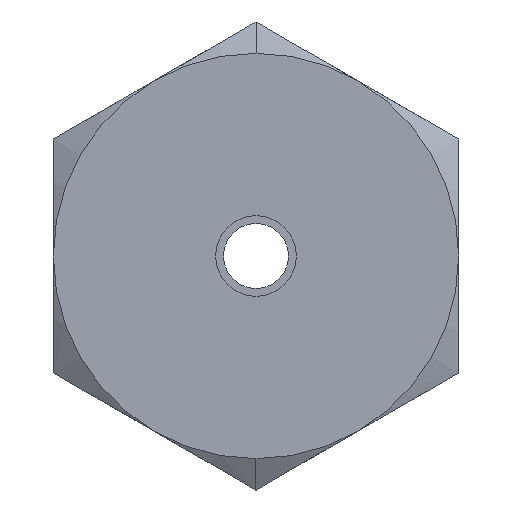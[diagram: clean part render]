
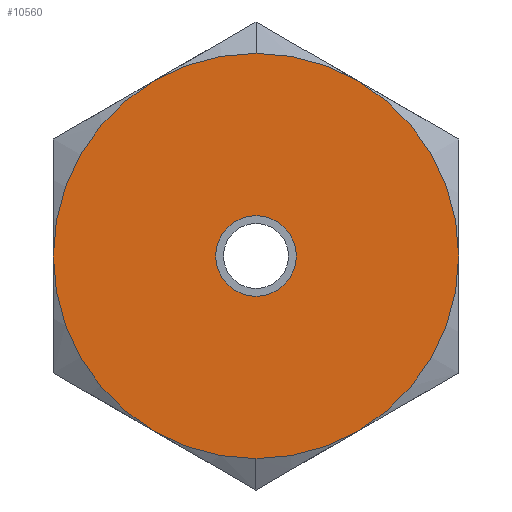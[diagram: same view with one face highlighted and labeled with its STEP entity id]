
A CAD part, left-side view. The second image highlights one B-rep face of the part: STEP entity #10560.
In plain terms, the highlighted planar face has unit normal (-1, 0, 0).
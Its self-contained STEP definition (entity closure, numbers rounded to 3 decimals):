
#644 = DIRECTION ( 'NONE',  ( 0., 0., 1. ) ) ;
#645 = EDGE_CURVE ( 'NONE', #4900, #8425, #10026, .T. ) ;
#1474 = DIRECTION ( 'NONE',  ( 1., 0., 0. ) ) ;
#1518 = EDGE_CURVE ( 'NONE', #8425, #4900, #10203, .T. ) ;
#1648 = DIRECTION ( 'NONE',  ( -1., 0., 0. ) ) ;
#2526 = DIRECTION ( 'NONE',  ( 1., 0., 0. ) ) ;
#2534 = CARTESIAN_POINT ( 'NONE',  ( 0., 0., 0. ) ) ;
#2778 = PLANE ( 'NONE',  #9793 ) ;
#3774 = CARTESIAN_POINT ( 'NONE',  ( 0., 0., -0.79 ) ) ;
#3892 = VERTEX_POINT ( 'NONE', #4687 ) ;
#4213 = EDGE_LOOP ( 'NONE', ( #13275, #12429 ) ) ;
#4545 = EDGE_CURVE ( 'NONE', #3892, #5390, #5460, .T. ) ;
#4601 = EDGE_LOOP ( 'NONE', ( #4955, #10094 ) ) ;
#4607 = CIRCLE ( 'NONE', #8231, 3.97 ) ;
#4687 = CARTESIAN_POINT ( 'NONE',  ( 0., 0., 3.97 ) ) ;
#4900 = VERTEX_POINT ( 'NONE', #3774 ) ;
#4955 = ORIENTED_EDGE ( 'NONE', *, *, #645, .T. ) ;
#5390 = VERTEX_POINT ( 'NONE', #7841 ) ;
#5460 = CIRCLE ( 'NONE', #13369, 3.97 ) ;
#5682 = CARTESIAN_POINT ( 'NONE',  ( 0., 0., 0. ) ) ;
#5809 = DIRECTION ( 'NONE',  ( 0., 0., -1. ) ) ;
#5871 = CARTESIAN_POINT ( 'NONE',  ( 0., 0., 0. ) ) ;
#7318 = FACE_OUTER_BOUND ( 'NONE', #4213, .T. ) ;
#7841 = CARTESIAN_POINT ( 'NONE',  ( 0., 0., -3.97 ) ) ;
#8134 = DIRECTION ( 'NONE',  ( 0., 0., 1. ) ) ;
#8231 = AXIS2_PLACEMENT_3D ( 'NONE', #10192, #9205, #9135 ) ;
#8425 = VERTEX_POINT ( 'NONE', #9878 ) ;
#9135 = DIRECTION ( 'NONE',  ( 0., 0., -1. ) ) ;
#9205 = DIRECTION ( 'NONE',  ( 1., 0., 0. ) ) ;
#9793 = AXIS2_PLACEMENT_3D ( 'NONE', #13679, #1648, #644 ) ;
#9878 = CARTESIAN_POINT ( 'NONE',  ( 0., 0., 0.79 ) ) ;
#10026 = CIRCLE ( 'NONE', #13863, 0.79 ) ;
#10094 = ORIENTED_EDGE ( 'NONE', *, *, #1518, .T. ) ;
#10192 = CARTESIAN_POINT ( 'NONE',  ( 0., 0., 0. ) ) ;
#10203 = CIRCLE ( 'NONE', #11566, 0.79 ) ;
#10560 = ADVANCED_FACE ( 'NONE', ( #13475, #7318 ), #2778, .T. ) ;
#11132 = DIRECTION ( 'NONE',  ( 1., 0., 0. ) ) ;
#11566 = AXIS2_PLACEMENT_3D ( 'NONE', #5682, #11132, #13252 ) ;
#12169 = EDGE_CURVE ( 'NONE', #5390, #3892, #4607, .T. ) ;
#12429 = ORIENTED_EDGE ( 'NONE', *, *, #12169, .F. ) ;
#13252 = DIRECTION ( 'NONE',  ( 0., 0., 1. ) ) ;
#13275 = ORIENTED_EDGE ( 'NONE', *, *, #4545, .F. ) ;
#13369 = AXIS2_PLACEMENT_3D ( 'NONE', #5871, #2526, #8134 ) ;
#13475 = FACE_BOUND ( 'NONE', #4601, .T. ) ;
#13679 = CARTESIAN_POINT ( 'NONE',  ( 0., 0., 1.985 ) ) ;
#13863 = AXIS2_PLACEMENT_3D ( 'NONE', #2534, #1474, #5809 ) ;
